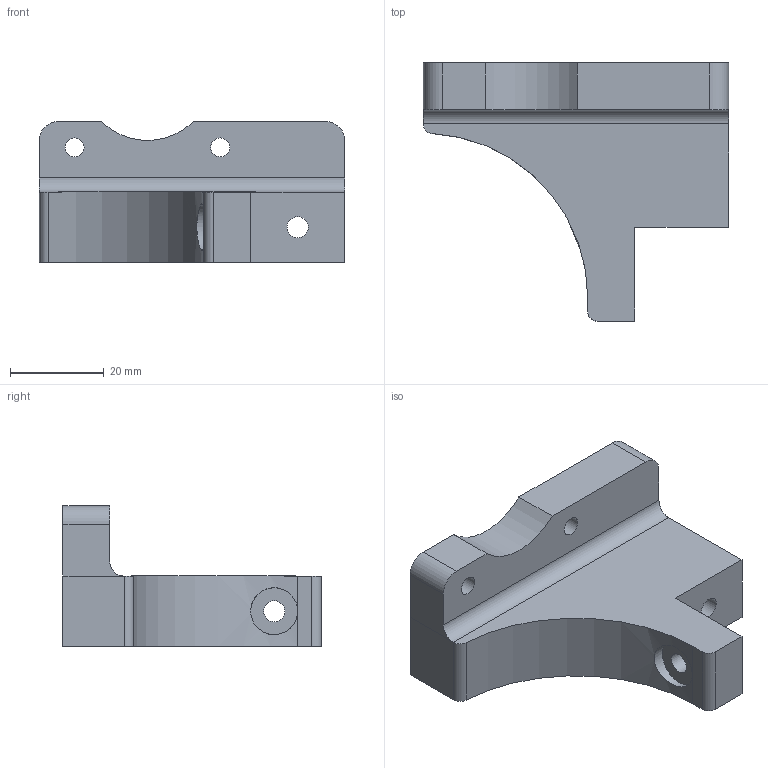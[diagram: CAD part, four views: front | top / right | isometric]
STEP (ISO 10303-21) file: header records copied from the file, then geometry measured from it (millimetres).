
FILE_DESCRIPTION(('FreeCAD Model'),'2;1');
FILE_NAME('Z-motor-mount-mirrored.step', '2015-01-21T19:59:14',('FreeCAD'),('FreeCAD'), 'Open CASCADE STEP processor 6.6','FreeCAD','Unknown');
FILE_SCHEMA(('AUTOMOTIVE_DESIGN_CC2 { 1 2 10303 214 -1 1 5 4 }'));
Length unit declared in the file: millimetre
Products named in the file (1): Open CASCADE STEP translator 6.6 37
Bounding box: 65 x 55 x 30 mm (x, y, z)
Volume: 38366.2 mm3; surface area: 10390.3 mm2
Topology: 1 solids, 1 shells, 32 faces, 79 edges, 52 vertices
Faces by surface type: plane 18, cylinder 14
Full cylindrical faces by diameter (mm): 4.04 x2, 4.5 x2, 8 x2, 10 x1
Entity records: 2195 total; most frequent: CARTESIAN_POINT 562, DIRECTION 311, LINE 178, VECTOR 178, ORIENTED_EDGE 158, PCURVE 158, DEFINITIONAL_REPRESENTATION 158, EDGE_CURVE 79
